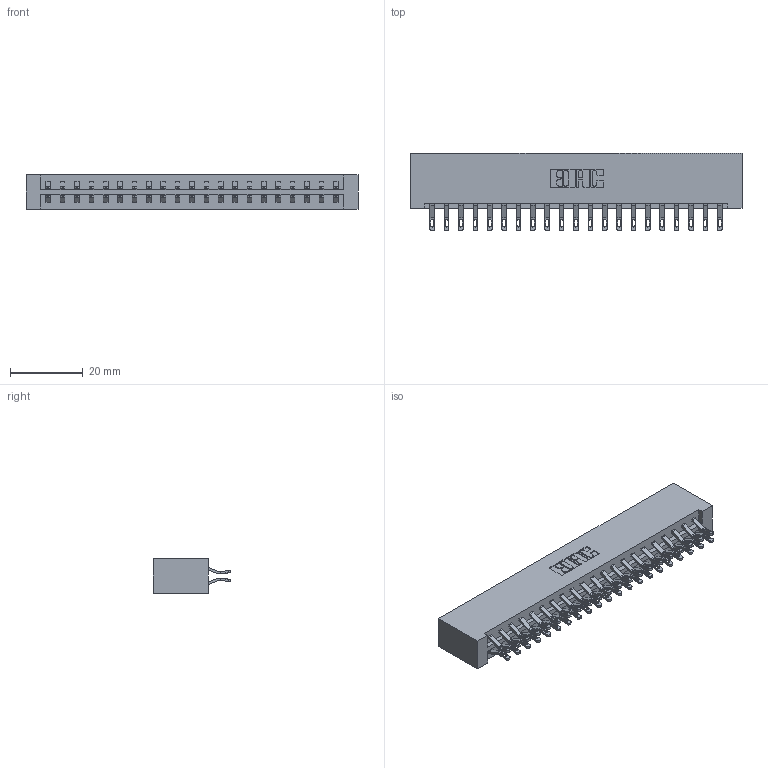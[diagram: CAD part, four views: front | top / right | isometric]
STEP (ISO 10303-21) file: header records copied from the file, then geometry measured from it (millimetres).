
FILE_DESCRIPTION (( 'STEP AP203' ), '1' );
FILE_NAME ('333-042-555-201.STEP', '2018-08-03T19:23:19', ( '' ), ( '' ), 'SwSTEP 2.0', 'SolidWorks 2016', '' );
FILE_SCHEMA (( 'CONFIG_CONTROL_DESIGN' ));
Length unit declared in the file: inch
Products named in the file (3): 333-042-555-201; 333 Part_Lugless; 345-292-001_555 Tail
Assembly tree (43 placements, depth 2):
  333-042-555-201
    333 Part_Lugless
    345-292-001_555 Tail  x42
Bounding box: 91.47 x 21.47 x 9.4 mm (x, y, z)
Volume: 9895.8 mm3; surface area: 11953.5 mm2
Topology: 43 solids, 43 shells, 2542 faces, 7973 edges, 5314 vertices
Faces by surface type: plane 1494, cylinder 1048
Entity records: 16275 total; most frequent: CARTESIAN_POINT 2756, ORIENTED_EDGE 2662, DIRECTION 2355, EDGE_CURVE 1331, LINE 1191, VECTOR 1191, VERTEX_POINT 886, AXIS2_PLACEMENT_3D 582
